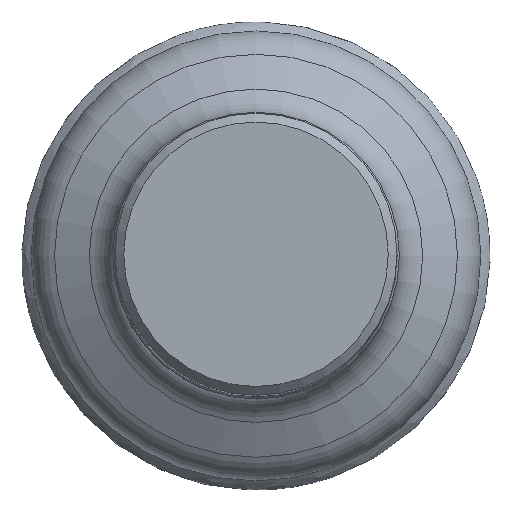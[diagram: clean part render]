
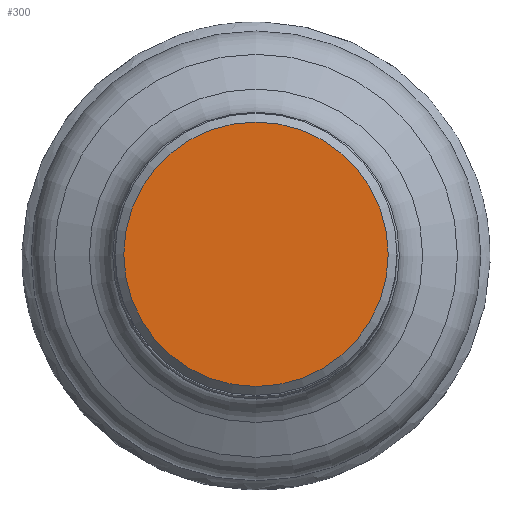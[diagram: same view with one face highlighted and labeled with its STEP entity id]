
A CAD part, top view. The second image highlights one B-rep face of the part: STEP entity #300.
In plain terms, the highlighted planar face has unit normal (0, 0, 1).
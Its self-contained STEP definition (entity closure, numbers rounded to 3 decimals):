
#108=PLANE('',#515);
#110=FACE_OUTER_BOUND('',#158,.T.);
#158=EDGE_LOOP('',(#208));
#208=ORIENTED_EDGE('',*,*,#235,.T.);
#235=EDGE_CURVE('',#378,#378,#260,.T.);
#260=CIRCLE('',#514,14.99);
#300=ADVANCED_FACE('',(#110),#108,.T.);
#378=VERTEX_POINT('',#5938);
#514=AXIS2_PLACEMENT_3D('',#5937,#632,#633);
#515=AXIS2_PLACEMENT_3D('',#5939,#634,#635);
#632=DIRECTION('',(0.,0.,1.));
#633=DIRECTION('',(1.,0.,0.));
#634=DIRECTION('',(0.,0.,1.));
#635=DIRECTION('',(1.,0.,0.));
#5937=CARTESIAN_POINT('',(0.,0.,0.));
#5938=CARTESIAN_POINT('',(14.99,0.,0.));
#5939=CARTESIAN_POINT('',(0.,0.,0.));
